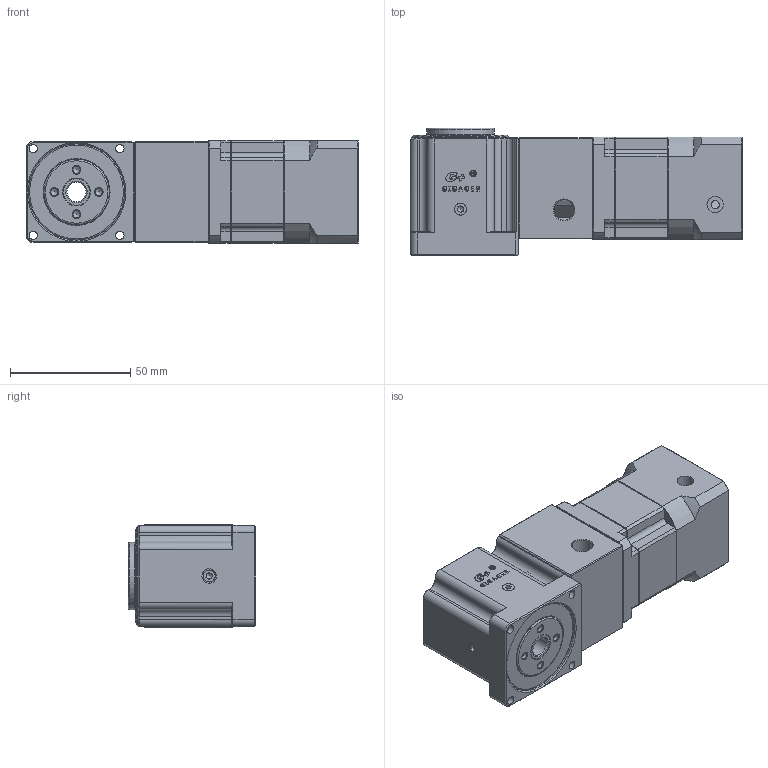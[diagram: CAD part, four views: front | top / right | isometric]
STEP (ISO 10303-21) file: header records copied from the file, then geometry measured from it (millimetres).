
FILE_DESCRIPTION (( 'STEP AP203' ), '1' );
FILE_NAME ('GSA42M-15K-SV1.step', '2021-06-01T02:03:15', ( 'Microsoft' ), ( 'Microsoft' ), 'SwSTEP 2.0', 'SolidWorks 2019', '' );
FILE_SCHEMA (( 'CONFIG_CONTROL_DESIGN' ));
Length unit declared in the file: millimetre
Products named in the file (1): GSA42M-15K-SV1
Bounding box: 138 x 53 x 42.6 mm (x, y, z)
Volume: 186110.2 mm3; surface area: 71072.9 mm2
Topology: 13 solids, 13 shells, 941 faces, 2315 edges, 1461 vertices
Faces by surface type: plane 411, cylinder 199, cone 198, bspline 113, torus 20
Full cylindrical faces by diameter (mm): 1.5 x1, 2.5 x20, 3 x5, 3.2 x1, 3.4 x16, 3.5 x4, 5 x3, 5.5 x5, 6 x7, 6.8 x2, 8 x5, 8.5 x3, 11 x2, 12 x2, 14 x1, 14.4 x3, 15 x5, 16 x1, 24 x1, 26.5 x1, 27 x2, 27.5 x1, 27.8 x1, 28 x6, 28.842 x2, 29.49 x2, 30 x2, 31 x1, 31.758 x1, 32.268 x1
Entity records: 31973 total; most frequent: CARTESIAN_POINT 11845, ORIENTED_EDGE 3952, DIRECTION 3820, EDGE_CURVE 1976, AXIS2_PLACEMENT_3D 1422, VERTEX_POINT 1373, EDGE_LOOP 1337, FACE_OUTER_BOUND 1072
